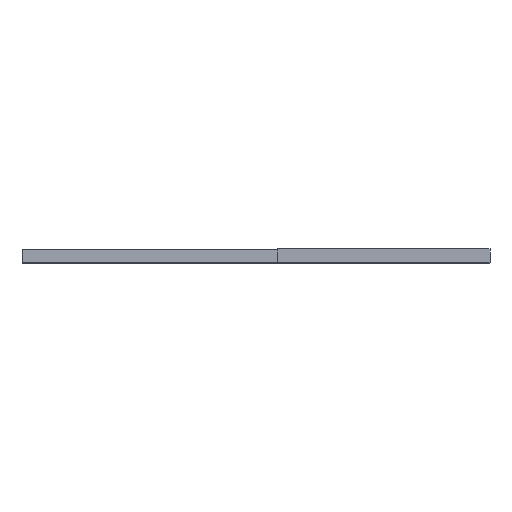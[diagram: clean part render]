
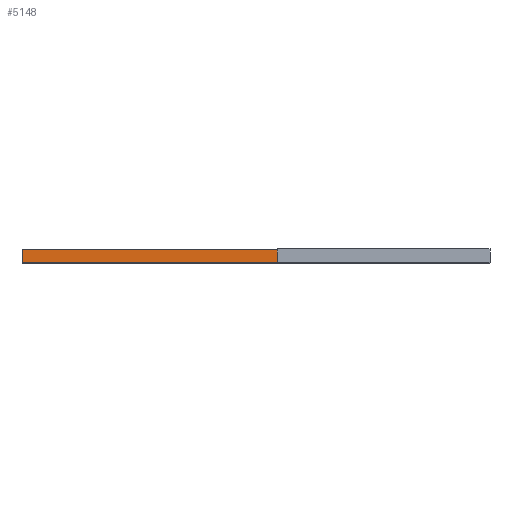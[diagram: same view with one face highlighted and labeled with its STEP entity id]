
A CAD part, top view. The second image highlights one B-rep face of the part: STEP entity #5148.
In plain terms, the highlighted planar face has unit normal (0, 0, 1).
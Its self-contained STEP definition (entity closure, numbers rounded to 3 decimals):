
#345 = EDGE_CURVE ( 'NONE', #481, #3136, #1783, .T. ) ;
#481 = VERTEX_POINT ( 'NONE', #747 ) ;
#523 = VECTOR ( 'NONE', #8217, 1000. ) ;
#635 = EDGE_CURVE ( 'NONE', #3136, #4987, #933, .T. ) ;
#684 = ORIENTED_EDGE ( 'NONE', *, *, #2203, .T. ) ;
#747 = CARTESIAN_POINT ( 'NONE',  ( -44., 2.5, 20. ) ) ;
#835 = DIRECTION ( 'NONE',  ( 0., -1., 0. ) ) ;
#852 = LINE ( 'NONE', #1732, #7341 ) ;
#933 = LINE ( 'NONE', #3591, #523 ) ;
#1732 = CARTESIAN_POINT ( 'NONE',  ( 0., 0., 20. ) ) ;
#1783 = LINE ( 'NONE', #6394, #6375 ) ;
#2203 = EDGE_CURVE ( 'NONE', #4639, #4987, #852, .T. ) ;
#2350 = ORIENTED_EDGE ( 'NONE', *, *, #345, .F. ) ;
#2853 = CARTESIAN_POINT ( 'NONE',  ( -44., 0., 20. ) ) ;
#3078 = EDGE_LOOP ( 'NONE', ( #684, #5564, #2350, #5099 ) ) ;
#3136 = VERTEX_POINT ( 'NONE', #5427 ) ;
#3237 = DIRECTION ( 'NONE',  ( 1., 0., 0. ) ) ;
#3240 = LINE ( 'NONE', #4822, #4090 ) ;
#3591 = CARTESIAN_POINT ( 'NONE',  ( 4., 2.5, 20. ) ) ;
#3867 = FACE_OUTER_BOUND ( 'NONE', #3078, .T. ) ;
#4090 = VECTOR ( 'NONE', #835, 1000. ) ;
#4186 = EDGE_CURVE ( 'NONE', #481, #4639, #3240, .T. ) ;
#4639 = VERTEX_POINT ( 'NONE', #2853 ) ;
#4822 = CARTESIAN_POINT ( 'NONE',  ( -44., 2.5, 20. ) ) ;
#4987 = VERTEX_POINT ( 'NONE', #5401 ) ;
#5016 = DIRECTION ( 'NONE',  ( 0., 0., -1. ) ) ;
#5048 = CARTESIAN_POINT ( 'NONE',  ( 0., 2.5, 20. ) ) ;
#5099 = ORIENTED_EDGE ( 'NONE', *, *, #4186, .T. ) ;
#5148 = ADVANCED_FACE ( 'NONE', ( #3867 ), #6260, .F. ) ;
#5401 = CARTESIAN_POINT ( 'NONE',  ( 4., 0., 20. ) ) ;
#5427 = CARTESIAN_POINT ( 'NONE',  ( 4., 2.5, 20. ) ) ;
#5564 = ORIENTED_EDGE ( 'NONE', *, *, #635, .F. ) ;
#5666 = AXIS2_PLACEMENT_3D ( 'NONE', #5048, #5016, #7572 ) ;
#6260 = PLANE ( 'NONE',  #5666 ) ;
#6375 = VECTOR ( 'NONE', #3237, 1000. ) ;
#6394 = CARTESIAN_POINT ( 'NONE',  ( 0., 2.5, 20. ) ) ;
#6956 = DIRECTION ( 'NONE',  ( 1., 0., 0. ) ) ;
#7341 = VECTOR ( 'NONE', #6956, 1000. ) ;
#7572 = DIRECTION ( 'NONE',  ( -1., 0., 0. ) ) ;
#8217 = DIRECTION ( 'NONE',  ( 0., -1., 0. ) ) ;
